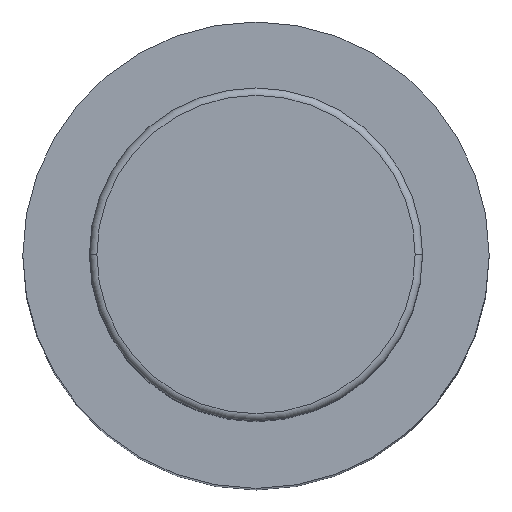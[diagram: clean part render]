
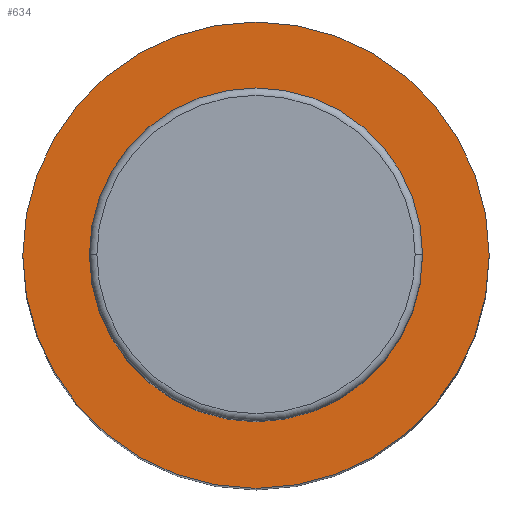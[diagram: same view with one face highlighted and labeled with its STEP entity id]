
A CAD part, top view. The second image highlights one B-rep face of the part: STEP entity #634.
In plain terms, the highlighted planar face has unit normal (0, 0, 1).
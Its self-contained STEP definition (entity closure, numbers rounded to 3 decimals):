
#1 = ORIENTED_EDGE ( 'NONE', *, *, #417, .F. ) ;
#12 = AXIS2_PLACEMENT_3D ( 'NONE', #291, #295, #241 ) ;
#42 = AXIS2_PLACEMENT_3D ( 'NONE', #681, #722, #55 ) ;
#53 = EDGE_LOOP ( 'NONE', ( #767, #1 ) ) ;
#55 = DIRECTION ( 'NONE',  ( -1., 0., 0. ) ) ;
#66 = AXIS2_PLACEMENT_3D ( 'NONE', #88, #755, #188 ) ;
#88 = CARTESIAN_POINT ( 'NONE',  ( 0., 0., 127. ) ) ;
#93 = CARTESIAN_POINT ( 'NONE',  ( -31.5, 0., 127. ) ) ;
#176 = CIRCLE ( 'NONE', #565, 31.5 ) ;
#186 = CARTESIAN_POINT ( 'NONE',  ( -22.5, 0., 127. ) ) ;
#187 = VERTEX_POINT ( 'NONE', #93 ) ;
#188 = DIRECTION ( 'NONE',  ( -1., 0., 0. ) ) ;
#202 = AXIS2_PLACEMENT_3D ( 'NONE', #186, #342, #328 ) ;
#241 = DIRECTION ( 'NONE',  ( -1., 0., 0. ) ) ;
#253 = CARTESIAN_POINT ( 'NONE',  ( -22.5, 0., 127. ) ) ;
#291 = CARTESIAN_POINT ( 'NONE',  ( 0., 0., 127. ) ) ;
#295 = DIRECTION ( 'NONE',  ( 0., 0., -1. ) ) ;
#312 = CARTESIAN_POINT ( 'NONE',  ( 22.5, 0., 127. ) ) ;
#314 = EDGE_CURVE ( 'NONE', #187, #476, #468, .T. ) ;
#328 = DIRECTION ( 'NONE',  ( 1., 0., 0. ) ) ;
#342 = DIRECTION ( 'NONE',  ( 0., 0., 1. ) ) ;
#346 = EDGE_CURVE ( 'NONE', #400, #983, #728, .T. ) ;
#381 = EDGE_CURVE ( 'NONE', #983, #400, #1049, .T. ) ;
#400 = VERTEX_POINT ( 'NONE', #253 ) ;
#417 = EDGE_CURVE ( 'NONE', #476, #187, #176, .T. ) ;
#468 = CIRCLE ( 'NONE', #66, 31.5 ) ;
#476 = VERTEX_POINT ( 'NONE', #670 ) ;
#565 = AXIS2_PLACEMENT_3D ( 'NONE', #852, #662, #1143 ) ;
#617 = ORIENTED_EDGE ( 'NONE', *, *, #381, .T. ) ;
#634 = ADVANCED_FACE ( 'NONE', ( #665, #1192 ), #1287, .T. ) ;
#662 = DIRECTION ( 'NONE',  ( 0., 0., -1. ) ) ;
#665 = FACE_BOUND ( 'NONE', #932, .T. ) ;
#670 = CARTESIAN_POINT ( 'NONE',  ( 31.5, 0., 127. ) ) ;
#681 = CARTESIAN_POINT ( 'NONE',  ( 0., 0., 127. ) ) ;
#722 = DIRECTION ( 'NONE',  ( 0., 0., -1. ) ) ;
#728 = CIRCLE ( 'NONE', #42, 22.5 ) ;
#755 = DIRECTION ( 'NONE',  ( 0., 0., -1. ) ) ;
#767 = ORIENTED_EDGE ( 'NONE', *, *, #314, .F. ) ;
#852 = CARTESIAN_POINT ( 'NONE',  ( 0., 0., 127. ) ) ;
#932 = EDGE_LOOP ( 'NONE', ( #1006, #617 ) ) ;
#983 = VERTEX_POINT ( 'NONE', #312 ) ;
#1006 = ORIENTED_EDGE ( 'NONE', *, *, #346, .T. ) ;
#1049 = CIRCLE ( 'NONE', #12, 22.5 ) ;
#1143 = DIRECTION ( 'NONE',  ( -1., 0., 0. ) ) ;
#1192 = FACE_OUTER_BOUND ( 'NONE', #53, .T. ) ;
#1287 = PLANE ( 'NONE',  #202 ) ;
